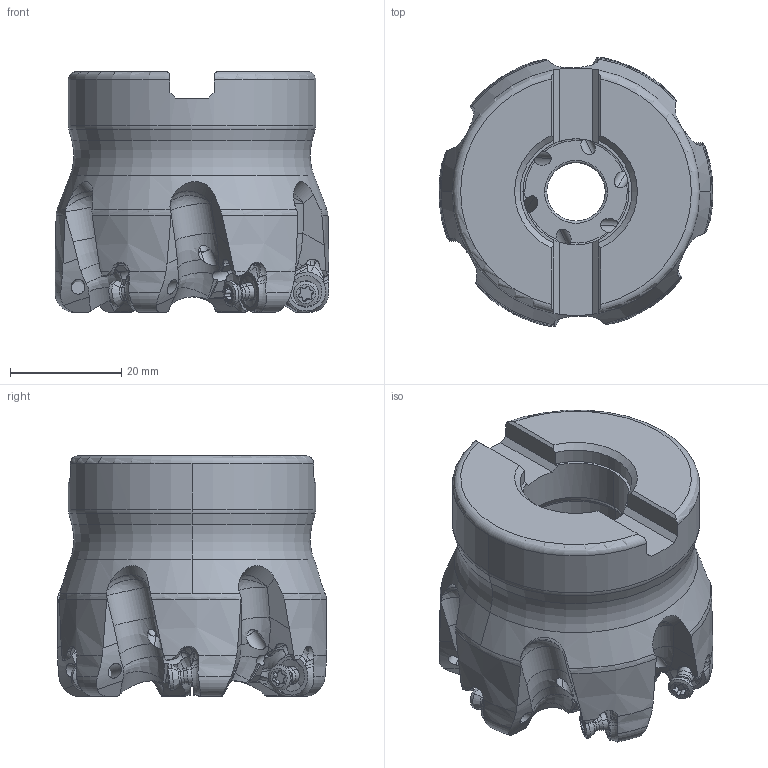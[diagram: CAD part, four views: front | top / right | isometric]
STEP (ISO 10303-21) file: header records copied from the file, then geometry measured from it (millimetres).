
FILE_DESCRIPTION(/* description */ (''),/* implementation_level */ '2;1');
FILE_NAME(/* name */ 'WWX200UR2_0006AA.stp',/* time_stamp */ '2022-11-25T16:42:50+09:00',/* author */ (''),/* organization */ (''),/* preprocessor_version */ 'ST-DEVELOPER v16',/* originating_system */ 'SIEMENS PLM Software NX 10.0',/* authorisation */ '');
FILE_SCHEMA (('AUTOMOTIVE_DESIGN { 1 0 10303 214 3 1 1 1 }'));
Products named in the file (1): WWX200UR2_0006AA_ASM
Bounding box: 49.15 x 48.32 x 43.26 mm (x, y, z)
Volume: 50945.6 mm3; surface area: 13695.8 mm2
Topology: 7 solids, 7 shells, 769 faces, 2250 edges, 1445 vertices
Faces by surface type: cylinder 252, plane 189, sphere 96, bspline 90, cone 54, torus 46, extrusion 42
Entity records: 42447 total; most frequent: CARTESIAN_POINT 23555, ORIENTED_EDGE 4380, DIRECTION 3348, EDGE_CURVE 2190, VERTEX_POINT 1436, AXIS2_PLACEMENT_3D 1399, B_SPLINE_CURVE_WITH_KNOTS 994, EDGE_LOOP 796
